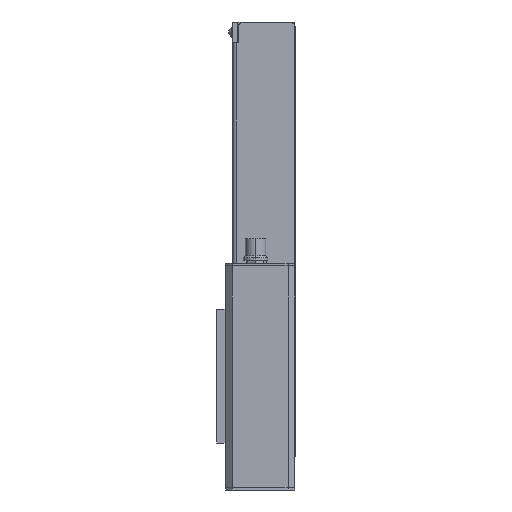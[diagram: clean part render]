
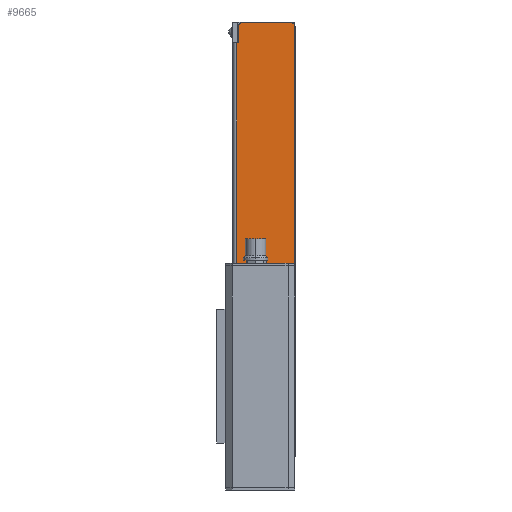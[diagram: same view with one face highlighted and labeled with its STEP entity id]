
A CAD part, left-side view. The second image highlights one B-rep face of the part: STEP entity #9665.
In plain terms, the highlighted planar face has unit normal (-1, 0, 0).
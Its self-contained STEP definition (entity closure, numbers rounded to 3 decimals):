
#379 = LINE ( 'NONE', #8852, #21421 ) ;
#703 = LINE ( 'NONE', #2510, #14731 ) ;
#923 = CARTESIAN_POINT ( 'NONE',  ( -51.27, 14.125, 10. ) ) ;
#1042 = DIRECTION ( 'NONE',  ( 1., 0., 0. ) ) ;
#1141 = CARTESIAN_POINT ( 'NONE',  ( -51.27, 14.125, 308.673 ) ) ;
#1238 = DIRECTION ( 'NONE',  ( 0., 0., -1. ) ) ;
#1272 = EDGE_CURVE ( 'NONE', #15981, #7925, #1352, .T. ) ;
#1352 = LINE ( 'NONE', #8679, #22301 ) ;
#1505 = EDGE_CURVE ( 'NONE', #15981, #7434, #20325, .T. ) ;
#1714 = VERTEX_POINT ( 'NONE', #21391 ) ;
#2510 = CARTESIAN_POINT ( 'NONE',  ( -51.27, 14.125, 264.2 ) ) ;
#2718 = CARTESIAN_POINT ( 'NONE',  ( -51.27, 13., 308.673 ) ) ;
#2898 = CIRCLE ( 'NONE', #16282, 2. ) ;
#3215 = EDGE_CURVE ( 'NONE', #17317, #7434, #703, .T. ) ;
#3738 = CARTESIAN_POINT ( 'NONE',  ( -51.27, -21., 12. ) ) ;
#4548 = LINE ( 'NONE', #923, #11797 ) ;
#4918 = DIRECTION ( 'NONE',  ( -1., 0., 0. ) ) ;
#5063 = AXIS2_PLACEMENT_3D ( 'NONE', #15557, #1042, #13999 ) ;
#5966 = CARTESIAN_POINT ( 'NONE',  ( -51.27, -19., 12. ) ) ;
#6023 = DIRECTION ( 'NONE',  ( 0., -1., 0. ) ) ;
#6266 = ORIENTED_EDGE ( 'NONE', *, *, #14854, .T. ) ;
#7196 = ORIENTED_EDGE ( 'NONE', *, *, #1272, .F. ) ;
#7236 = VERTEX_POINT ( 'NONE', #11169 ) ;
#7434 = VERTEX_POINT ( 'NONE', #22949 ) ;
#7925 = VERTEX_POINT ( 'NONE', #3738 ) ;
#8679 = CARTESIAN_POINT ( 'NONE',  ( -51.27, -21., 308.673 ) ) ;
#8852 = CARTESIAN_POINT ( 'NONE',  ( -51.27, 14.125, 252. ) ) ;
#9119 = CARTESIAN_POINT ( 'NONE',  ( -51.27, 11., 264.2 ) ) ;
#9220 = ORIENTED_EDGE ( 'NONE', *, *, #21552, .T. ) ;
#9262 = ORIENTED_EDGE ( 'NONE', *, *, #21386, .T. ) ;
#9665 = ADVANCED_FACE ( 'NONE', ( #20745 ), #22776, .F. ) ;
#10706 = AXIS2_PLACEMENT_3D ( 'NONE', #5966, #20483, #11687 ) ;
#10922 = DIRECTION ( 'NONE',  ( -1., 0., 0. ) ) ;
#11169 = CARTESIAN_POINT ( 'NONE',  ( -51.27, 13., 252. ) ) ;
#11687 = DIRECTION ( 'NONE',  ( 0., 0., -1. ) ) ;
#11797 = VECTOR ( 'NONE', #11839, 1000. ) ;
#11839 = DIRECTION ( 'NONE',  ( 0., -1., 0. ) ) ;
#11874 = VECTOR ( 'NONE', #15780, 1000. ) ;
#12083 = DIRECTION ( 'NONE',  ( 0., 0., -1. ) ) ;
#12125 = CARTESIAN_POINT ( 'NONE',  ( -51.27, -21., 262.2 ) ) ;
#12217 = EDGE_CURVE ( 'NONE', #21059, #7236, #19144, .T. ) ;
#12971 = ORIENTED_EDGE ( 'NONE', *, *, #1505, .T. ) ;
#13045 = EDGE_CURVE ( 'NONE', #17317, #21059, #2898, .T. ) ;
#13999 = DIRECTION ( 'NONE',  ( 0., 0., -1. ) ) ;
#14731 = VECTOR ( 'NONE', #6023, 1000. ) ;
#14734 = VERTEX_POINT ( 'NONE', #17107 ) ;
#14854 = EDGE_CURVE ( 'NONE', #22639, #14734, #21563, .T. ) ;
#14900 = DIRECTION ( 'NONE',  ( 0., 1., 0. ) ) ;
#15418 = EDGE_LOOP ( 'NONE', ( #9262, #23667, #7196, #12971, #23601, #19165, #15719, #9220, #6266 ) ) ;
#15536 = DIRECTION ( 'NONE',  ( 0., 0., -1. ) ) ;
#15557 = CARTESIAN_POINT ( 'NONE',  ( -51.27, 14.125, 308.673 ) ) ;
#15719 = ORIENTED_EDGE ( 'NONE', *, *, #12217, .T. ) ;
#15780 = DIRECTION ( 'NONE',  ( 0., 0., -1. ) ) ;
#15942 = CARTESIAN_POINT ( 'NONE',  ( -51.27, 13., 262.2 ) ) ;
#15981 = VERTEX_POINT ( 'NONE', #12125 ) ;
#16080 = CIRCLE ( 'NONE', #10706, 2. ) ;
#16221 = CARTESIAN_POINT ( 'NONE',  ( -51.27, -19., 262.2 ) ) ;
#16282 = AXIS2_PLACEMENT_3D ( 'NONE', #23029, #4918, #12083 ) ;
#17107 = CARTESIAN_POINT ( 'NONE',  ( -51.27, 14.125, 10. ) ) ;
#17317 = VERTEX_POINT ( 'NONE', #9119 ) ;
#17374 = CARTESIAN_POINT ( 'NONE',  ( -51.27, 14.125, 252. ) ) ;
#17432 = VECTOR ( 'NONE', #15536, 1000. ) ;
#19144 = LINE ( 'NONE', #2718, #17432 ) ;
#19165 = ORIENTED_EDGE ( 'NONE', *, *, #13045, .T. ) ;
#20325 = CIRCLE ( 'NONE', #22346, 2. ) ;
#20483 = DIRECTION ( 'NONE',  ( -1., 0., 0. ) ) ;
#20745 = FACE_OUTER_BOUND ( 'NONE', #15418, .T. ) ;
#21059 = VERTEX_POINT ( 'NONE', #15942 ) ;
#21386 = EDGE_CURVE ( 'NONE', #14734, #1714, #4548, .T. ) ;
#21391 = CARTESIAN_POINT ( 'NONE',  ( -51.27, -19., 10. ) ) ;
#21421 = VECTOR ( 'NONE', #14900, 1000. ) ;
#21552 = EDGE_CURVE ( 'NONE', #7236, #22639, #379, .T. ) ;
#21563 = LINE ( 'NONE', #1141, #11874 ) ;
#21648 = DIRECTION ( 'NONE',  ( 0., 0., -1. ) ) ;
#22301 = VECTOR ( 'NONE', #1238, 1000. ) ;
#22346 = AXIS2_PLACEMENT_3D ( 'NONE', #16221, #10922, #21648 ) ;
#22639 = VERTEX_POINT ( 'NONE', #17374 ) ;
#22776 = PLANE ( 'NONE',  #5063 ) ;
#22931 = EDGE_CURVE ( 'NONE', #1714, #7925, #16080, .T. ) ;
#22949 = CARTESIAN_POINT ( 'NONE',  ( -51.27, -19., 264.2 ) ) ;
#23029 = CARTESIAN_POINT ( 'NONE',  ( -51.27, 11., 262.2 ) ) ;
#23601 = ORIENTED_EDGE ( 'NONE', *, *, #3215, .F. ) ;
#23667 = ORIENTED_EDGE ( 'NONE', *, *, #22931, .T. ) ;
